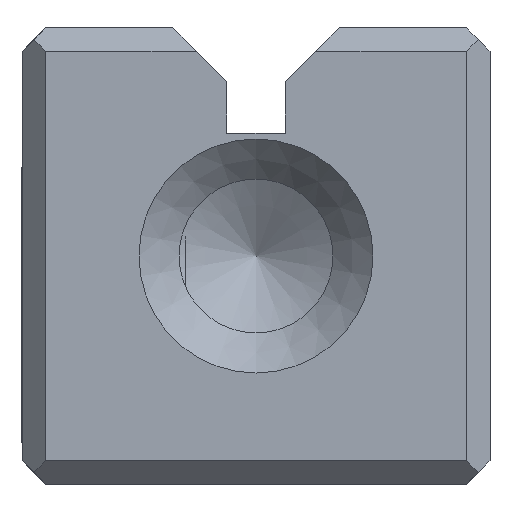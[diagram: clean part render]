
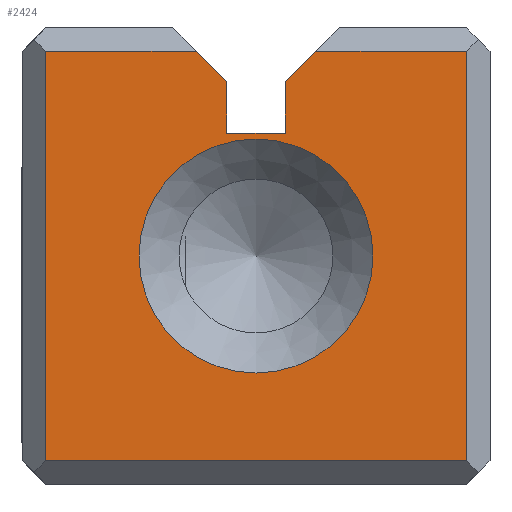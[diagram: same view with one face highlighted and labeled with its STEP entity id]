
A CAD part, front view. The second image highlights one B-rep face of the part: STEP entity #2424.
In plain terms, the highlighted planar face has unit normal (0, -1, 0).
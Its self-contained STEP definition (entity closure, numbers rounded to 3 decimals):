
#2424=ADVANCED_FACE('',(#3213,#3214),#2757,.T.);
#2757=PLANE('',#8155);
#2985=CIRCLE('',#8154,1.);
#3213=FACE_BOUND('',#3303,.T.);
#3214=FACE_BOUND('',#3304,.T.);
#3303=EDGE_LOOP('',(#3903,#3904,#3905,#3906,#3907,#3908,#3909,#3910,#3911,
#3912));
#3304=EDGE_LOOP('',(#3913));
#3903=ORIENTED_EDGE('',*,*,#6208,.T.);
#3904=ORIENTED_EDGE('',*,*,#6209,.F.);
#3905=ORIENTED_EDGE('',*,*,#6210,.F.);
#3906=ORIENTED_EDGE('',*,*,#6211,.F.);
#3907=ORIENTED_EDGE('',*,*,#6212,.T.);
#3908=ORIENTED_EDGE('',*,*,#6213,.T.);
#3909=ORIENTED_EDGE('',*,*,#6214,.T.);
#3910=ORIENTED_EDGE('',*,*,#6215,.T.);
#3911=ORIENTED_EDGE('',*,*,#6216,.T.);
#3912=ORIENTED_EDGE('',*,*,#6217,.F.);
#3913=ORIENTED_EDGE('',*,*,#6218,.T.);
#5625=VERTEX_POINT('',#10327);
#5626=VERTEX_POINT('',#10328);
#5627=VERTEX_POINT('',#10330);
#5628=VERTEX_POINT('',#10332);
#5629=VERTEX_POINT('',#10334);
#5630=VERTEX_POINT('',#10336);
#5631=VERTEX_POINT('',#10338);
#5632=VERTEX_POINT('',#10340);
#5633=VERTEX_POINT('',#10342);
#5634=VERTEX_POINT('',#10344);
#5635=VERTEX_POINT('',#10347);
#6208=EDGE_CURVE('',#5625,#5626,#6990,.T.);
#6209=EDGE_CURVE('',#5627,#5626,#6991,.T.);
#6210=EDGE_CURVE('',#5628,#5627,#6992,.T.);
#6211=EDGE_CURVE('',#5629,#5628,#6993,.T.);
#6212=EDGE_CURVE('',#5629,#5630,#6994,.T.);
#6213=EDGE_CURVE('',#5630,#5631,#6995,.T.);
#6214=EDGE_CURVE('',#5631,#5632,#6996,.T.);
#6215=EDGE_CURVE('',#5632,#5633,#6997,.T.);
#6216=EDGE_CURVE('',#5633,#5634,#6998,.T.);
#6217=EDGE_CURVE('',#5625,#5634,#6999,.T.);
#6218=EDGE_CURVE('',#5635,#5635,#2985,.T.);
#6990=LINE('',#10326,#7650);
#6991=LINE('',#10329,#7651);
#6992=LINE('',#10331,#7652);
#6993=LINE('',#10333,#7653);
#6994=LINE('',#10335,#7654);
#6995=LINE('',#10337,#7655);
#6996=LINE('',#10339,#7656);
#6997=LINE('',#10341,#7657);
#6998=LINE('',#10343,#7658);
#6999=LINE('',#10345,#7659);
#7650=VECTOR('',#8589,1.);
#7651=VECTOR('',#8590,1.);
#7652=VECTOR('',#8591,1.);
#7653=VECTOR('',#8592,1.);
#7654=VECTOR('',#8593,1.);
#7655=VECTOR('',#8594,1.);
#7656=VECTOR('',#8595,1.);
#7657=VECTOR('',#8596,1.);
#7658=VECTOR('',#8597,1.);
#7659=VECTOR('',#8598,1.);
#8154=AXIS2_PLACEMENT_3D('',#10346,#8599,#8600);
#8155=AXIS2_PLACEMENT_3D('',#10348,#8601,#8602);
#8589=DIRECTION('',(0.,0.,-1.));
#8590=DIRECTION('',(1.,0.,0.));
#8591=DIRECTION('',(0.,0.,-1.));
#8592=DIRECTION('',(0.707,0.,-0.707));
#8593=DIRECTION('',(-1.,0.,0.));
#8594=DIRECTION('',(0.,0.,-1.));
#8595=DIRECTION('',(1.,0.,0.));
#8596=DIRECTION('',(0.,0.,1.));
#8597=DIRECTION('',(-1.,0.,0.));
#8598=DIRECTION('',(0.707,0.,0.707));
#8599=DIRECTION('',(0.,1.,0.));
#8600=DIRECTION('',(0.,0.,1.));
#8601=DIRECTION('',(0.,-1.,0.));
#8602=DIRECTION('',(0.,0.,1.));
#10326=CARTESIAN_POINT('',(2.25,0.,3.));
#10327=CARTESIAN_POINT('',(2.25,0.,3.439));
#10328=CARTESIAN_POINT('',(2.25,0.,3.));
#10329=CARTESIAN_POINT('',(1.75,0.,3.));
#10330=CARTESIAN_POINT('',(1.75,0.,3.));
#10331=CARTESIAN_POINT('',(1.75,0.,3.));
#10332=CARTESIAN_POINT('',(1.75,0.,3.439));
#10333=CARTESIAN_POINT('',(1.289,0.,3.9));
#10334=CARTESIAN_POINT('',(1.489,0.,3.7));
#10335=CARTESIAN_POINT('',(2.,0.,3.7));
#10336=CARTESIAN_POINT('',(0.2,0.,3.7));
#10337=CARTESIAN_POINT('',(0.2,0.,0.));
#10338=CARTESIAN_POINT('',(0.2,0.,0.2));
#10339=CARTESIAN_POINT('',(2.,0.,0.2));
#10340=CARTESIAN_POINT('',(3.8,0.,0.2));
#10341=CARTESIAN_POINT('',(3.8,0.,0.));
#10342=CARTESIAN_POINT('',(3.8,0.,3.7));
#10343=CARTESIAN_POINT('',(2.,0.,3.7));
#10344=CARTESIAN_POINT('',(2.511,0.,3.7));
#10345=CARTESIAN_POINT('',(2.,0.,3.189));
#10346=CARTESIAN_POINT('',(2.,0.,1.95));
#10347=CARTESIAN_POINT('',(2.,0.,2.95));
#10348=CARTESIAN_POINT('',(2.,0.,0.));
